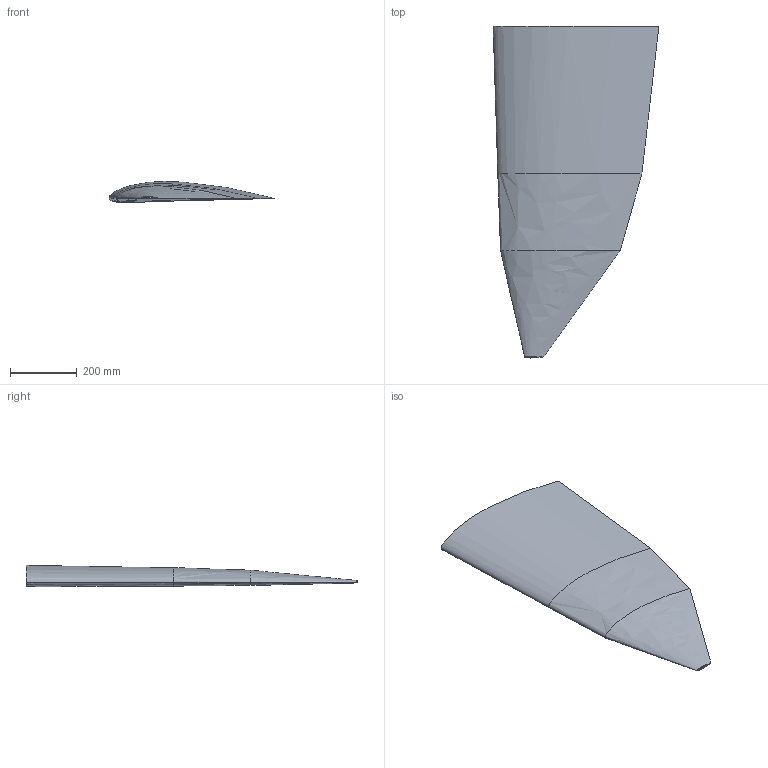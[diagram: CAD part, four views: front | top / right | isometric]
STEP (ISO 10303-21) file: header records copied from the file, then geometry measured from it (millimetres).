
FILE_DESCRIPTION(/* description */ ('STEP AP242','CAx-IF Rec.Pracs.---Representation and Presentation of Product Manufacturing Information (PMI)---4.0---2014-10-13','CAx-IF Rec.Pracs.---3D Tessellated Geometry---0.4---2014-09-14','2;1'),/* implementation_level */ '2;1');
FILE_NAME(/* name */ '633f77810485586a5ddd2194',/* time_stamp */ '2022-10-07T00:49:06+00:00',/* author */ (''),/* organization */ (''),/* preprocessor_version */ 'ST-DEVELOPER v18.102',/* originating_system */ ' ',/* authorisation */ ' ');
FILE_SCHEMA (('AP242_MANAGED_MODEL_BASED_3D_ENGINEERING_MIM_LF { 1 0 10303 442 1 1 4 }'));
Length unit declared in the file: metre
Products named in the file (1): Part 1
Bounding box: 495.66 x 993.18 x 63.31 mm (x, y, z)
Volume: 12243050.4 mm3; surface area: 773525 mm2
Topology: 1 solids, 1 shells, 96 faces, 237 edges, 140 vertices
Faces by surface type: bspline 93, sphere 2, plane 1
Entity records: 7106 total; most frequent: CARTESIAN_POINT 5596, ORIENTED_EDGE 468, EDGE_CURVE 234, B_SPLINE_CURVE_WITH_KNOTS 228, VERTEX_POINT 140, EDGE_LOOP 96, FACE_BOUND 96, ADVANCED_FACE 96
